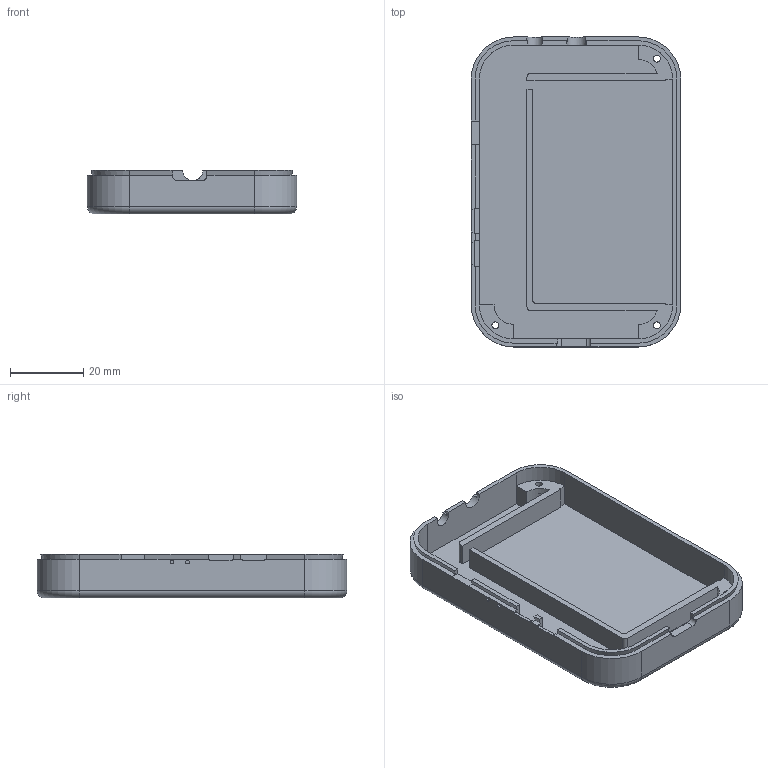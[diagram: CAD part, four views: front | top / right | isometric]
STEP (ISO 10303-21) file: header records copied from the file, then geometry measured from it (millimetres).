
FILE_DESCRIPTION(('FreeCAD Model'),'2;1');
FILE_NAME('Open CASCADE Shape Model','2026-01-09T16:11:18',(''),(''), 'Open CASCADE STEP processor 7.8','FreeCAD','Unknown');
FILE_SCHEMA(('AUTOMOTIVE_DESIGN { 1 0 10303 214 1 1 1 1 }'));
Length unit declared in the file: millimetre
Products named in the file (1): bottom
Bounding box: 57.2 x 84.7 x 12 mm (x, y, z)
Volume: 14800.6 mm3; surface area: 16791.9 mm2
Topology: 1 solids, 1 shells, 114 faces, 317 edges, 208 vertices
Faces by surface type: plane 71, cylinder 32, bspline 5, torus 4, cone 2
Full cylindrical faces by diameter (mm): 1 x2, 1.9 x3, 4 x3
Entity records: 3787 total; most frequent: CARTESIAN_POINT 789, ORIENTED_EDGE 634, DIRECTION 601, EDGE_CURVE 317, LINE 225, VECTOR 225, VERTEX_POINT 208, AXIS2_PLACEMENT_3D 188
